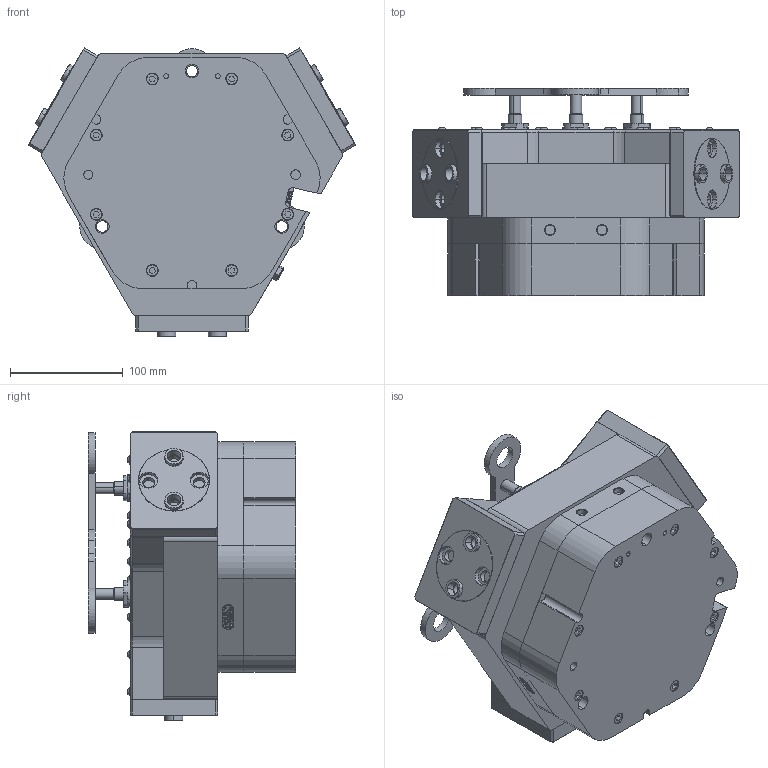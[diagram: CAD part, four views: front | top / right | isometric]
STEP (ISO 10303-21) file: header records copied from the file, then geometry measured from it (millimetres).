
FILE_DESCRIPTION (( 'STEP AP203' ), '1' );
FILE_NAME ('TZF160-C52-NC.STEP', '2026-03-18T08:12:38', ( 'USER-' ), ( 'Microsoft' ), 'SwSTEP 2.0', 'SolidWorks 2018', '' );
FILE_SCHEMA (( 'CONFIG_CONTROL_DESIGN' ));
Length unit declared in the file: millimetre
Products named in the file (17): 翐种杶 ; TZF160-C52-NC; 棠羲換覜ん; TRF99-M-03 耜猾极; TZF160-01 褲极; C52; TZF160-12芢蹋啣; TZF160-04 奻葡裔啣; TRF99-M-04 忒硌薊极; -NO; FZ160-250-M-11 芢裝; FZ160-250-M-NC-05 赻坶菁裔啣; BSLM01; 内六角圆柱头螺钉[GBT70_1-2008][M6×45]_M6×45; 25x10-R5; 囀鞠褒攫芛蹟隊_M4X8; 嘐隅蹟譫
Assembly tree (57 placements, depth 3):
  TZF160-C52-NC
    TZF160-01 褲极
    TZF160-04 奻葡裔啣
    TRF99-M-03 耜猾极  x3
    TRF99-M-04 忒硌薊极  x3
    囀鞠褒攫芛蹟隊_M4X8  x21
    BSLM01
    棠羲換覜ん  x2
    翐种杶   x6
    25x10-R5
    C52
      TZF160-12芢蹋啣
      FZ160-250-M-11 芢裝  x3
      嘐隅蹟譫  x3
    -NO
      FZ160-250-M-NC-05 赻坶菁裔啣
      内六角圆柱头螺钉[GBT70_1-2008][M6×45]_M6×45  x8
Bounding box: 290.31 x 184 x 255.68 mm (x, y, z)
Volume: 5379261.2 mm3; surface area: 572385 mm2
Topology: 55 solids, 55 shells, 3161 faces, 7524 edges, 4619 vertices
Faces by surface type: bspline 995, plane 905, cylinder 808, cone 417, torus 34, sphere 2
Entity records: 51316 total; most frequent: CARTESIAN_POINT 15967, ORIENTED_EDGE 6866, DIRECTION 6435, EDGE_CURVE 3433, AXIS2_PLACEMENT_3D 2236, VERTEX_POINT 2215, LINE 1963, VECTOR 1963
